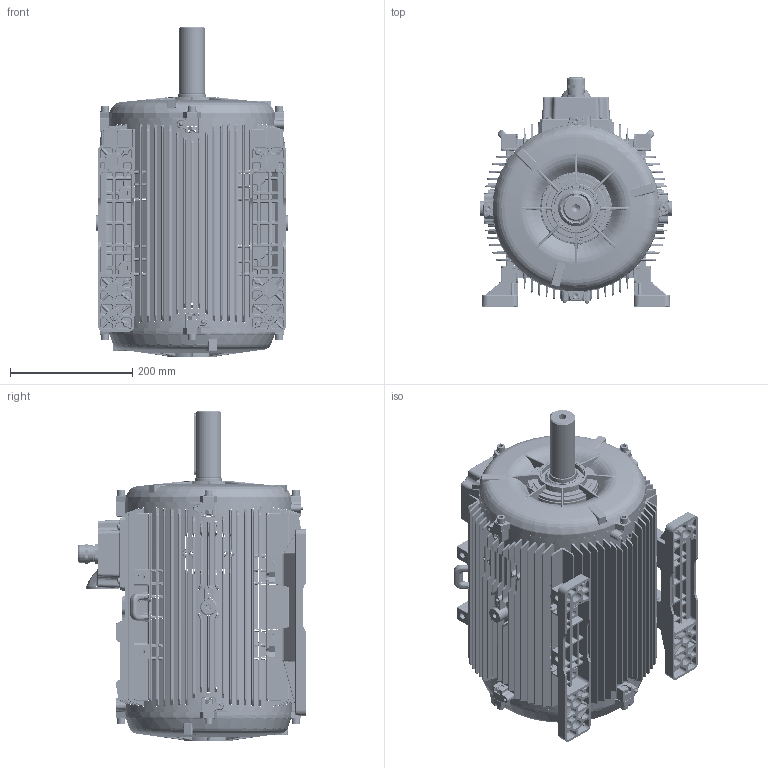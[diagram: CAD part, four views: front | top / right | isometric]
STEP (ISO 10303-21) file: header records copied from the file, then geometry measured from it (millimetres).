
FILE_DESCRIPTION(/* description */ (''),/* implementation_level */ '2;1');
FILE_NAME(/* name */ 'S2H160M4-8B40-KG.stp',/* time_stamp */ '2021-01-05T10:57:09+03:00',/* author */ (''),/* organization */ (''),/* preprocessor_version */ 'ST-DEVELOPER v16',/* originating_system */ 'SIEMENS PLM Software NX 11.0',/* authorisation */ '');
FILE_SCHEMA (('AP203_CONFIGURATION_CONTROLLED_3D_DESIGN_OF_MECHANICAL_PARTS_AND_ASSEMBLIES_MIM_LF { 1 0 10303 403 2 1 2}'));
Length unit declared in the file: millimetre
Products named in the file (1): 26036A749124f13u
Bounding box: 314 x 373.95 x 538.5 mm (x, y, z)
Surface area: 1413933.2 mm2 (no closed solid volume)
Topology: 0 solids, 102 shells, 8265 faces, 25224 edges, 15551 vertices
Faces by surface type: cylinder 2938, bspline 2520, plane 1766, torus 470, cone 389, sphere 182
Full cylindrical faces by diameter (mm): 8.5 x1, 10 x4, 10.2 x1, 13 x1, 18 x1, 25 x1, 26.619 x1, 28.143 x1, 29.591 x2, 32 x1, 41.4 x1, 42 x1, 45 x1, 54 x1, 68.667 x1, 72 x1, 272.5 x1
Entity records: 334115 total; most frequent: CARTESIAN_POINT 127740, DIRECTION 43521, ORIENTED_EDGE 39774, EDGE_CURVE 24826, AXIS2_PLACEMENT_3D 17476, VERTEX_POINT 15482, EDGE_LOOP 8659, LINE 8569
